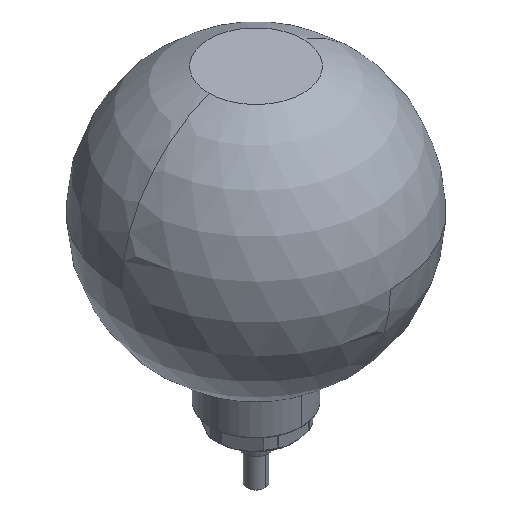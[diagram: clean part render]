
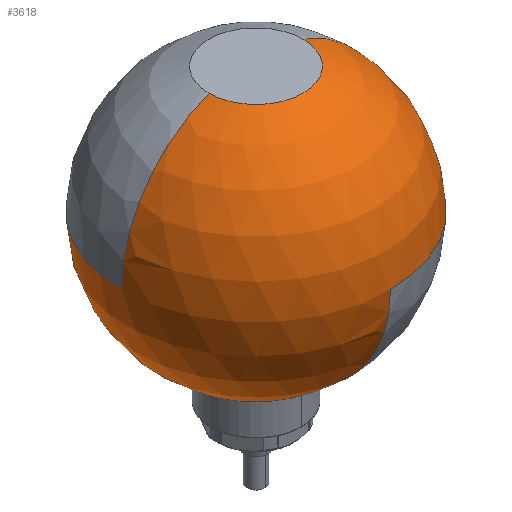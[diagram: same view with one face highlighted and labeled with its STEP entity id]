
A CAD part, isometric view. The second image highlights one B-rep face of the part: STEP entity #3618.
In plain terms, the highlighted spherical face has radius 43 mm.
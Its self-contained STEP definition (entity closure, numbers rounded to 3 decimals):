
#199=CARTESIAN_POINT('',(0.,0.,17.519));
#200=DIRECTION('',(0.,0.,-1.));
#201=DIRECTION('',(0.,-1.,0.));
#202=AXIS2_PLACEMENT_3D('',#199,#200,#201);
#223=CARTESIAN_POINT('',(0.,0.,58.));
#224=DIRECTION('',(0.,0.,1.));
#225=DIRECTION('',(0.,-1.,0.));
#226=AXIS2_PLACEMENT_3D('',#223,#224,#225);
#233=CARTESIAN_POINT('',(0.,0.,58.));
#234=DIRECTION('',(0.,0.,1.));
#235=DIRECTION('',(0.,1.,0.));
#236=AXIS2_PLACEMENT_3D('',#233,#234,#235);
#238=CARTESIAN_POINT('',(0.,0.,58.));
#239=DIRECTION('',(0.,-1.,0.));
#240=DIRECTION('',(-0.349,0.,0.937));
#241=AXIS2_PLACEMENT_3D('',#238,#239,#240);
#243=CARTESIAN_POINT('',(0.,0.,98.299));
#244=DIRECTION('',(0.,0.,-1.));
#245=DIRECTION('',(1.,0.,0.));
#246=AXIS2_PLACEMENT_3D('',#243,#244,#245);
#248=CARTESIAN_POINT('',(0.,0.,58.));
#249=DIRECTION('',(0.,1.,0.));
#250=DIRECTION('',(0.349,0.,0.937));
#251=AXIS2_PLACEMENT_3D('',#248,#249,#250);
#253=CARTESIAN_POINT('',(0.,0.,58.));
#254=DIRECTION('',(1.,0.,0.));
#255=DIRECTION('',(0.,-1.,0.));
#256=AXIS2_PLACEMENT_3D('',#253,#254,#255);
#258=CARTESIAN_POINT('',(0.,0.,58.));
#259=DIRECTION('',(-1.,0.,0.));
#260=DIRECTION('',(0.,1.,0.));
#261=AXIS2_PLACEMENT_3D('',#258,#259,#260);
#2666=CARTESIAN_POINT('',(0.,-14.5,17.519));
#2667=CARTESIAN_POINT('',(0.,14.5,17.519));
#2668=VERTEX_POINT('',#2666);
#2669=VERTEX_POINT('',#2667);
#3322=CARTESIAN_POINT('',(15.,0.,98.299));
#3323=CARTESIAN_POINT('',(-15.,0.,98.299));
#3324=VERTEX_POINT('',#3322);
#3325=VERTEX_POINT('',#3323);
#3326=CARTESIAN_POINT('',(0.,43.,58.));
#3327=CARTESIAN_POINT('',(-43.,0.,58.));
#3328=VERTEX_POINT('',#3326);
#3329=VERTEX_POINT('',#3327);
#3330=CARTESIAN_POINT('',(0.,-43.,58.));
#3331=CARTESIAN_POINT('',(43.,0.,58.));
#3332=VERTEX_POINT('',#3330);
#3333=VERTEX_POINT('',#3331);
#3602=CARTESIAN_POINT('',(0.,0.,58.));
#3603=DIRECTION('',(0.,0.,1.));
#3604=DIRECTION('',(0.,1.,0.));
#3605=AXIS2_PLACEMENT_3D('',#3602,#3603,#3604);
#3606=SPHERICAL_SURFACE('',#3605,43.);
#3607=ORIENTED_EDGE('',*,*,#3585,.T.);
#3608=ORIENTED_EDGE('',*,*,#3583,.F.);
#3610=ORIENTED_EDGE('',*,*,#3609,.F.);
#3611=ORIENTED_EDGE('',*,*,#3579,.T.);
#3612=ORIENTED_EDGE('',*,*,#3577,.F.);
#3613=ORIENTED_EDGE('',*,*,#3590,.T.);
#3614=ORIENTED_EDGE('',*,*,#3518,.T.);
#3615=ORIENTED_EDGE('',*,*,#3587,.F.);
#3616=EDGE_LOOP('',(#3607,#3608,#3610,#3611,#3612,#3613,#3614,#3615));
#3617=FACE_OUTER_BOUND('',#3616,.F.);
#3618=ADVANCED_FACE('',(#3617),#3606,.T.);
#203=CIRCLE('',#202,14.5);
#227=CIRCLE('',#226,43.);
#237=CIRCLE('',#236,43.);
#242=CIRCLE('',#241,43.);
#247=CIRCLE('',#246,15.);
#252=CIRCLE('',#251,43.);
#257=CIRCLE('',#256,43.);
#262=CIRCLE('',#261,43.);
#3518=EDGE_CURVE('',#2668,#2669,#203,.T.);
#3577=EDGE_CURVE('',#3332,#3333,#227,.T.);
#3579=EDGE_CURVE('',#3324,#3333,#252,.T.);
#3583=EDGE_CURVE('',#3325,#3329,#242,.T.);
#3585=EDGE_CURVE('',#3328,#3329,#237,.T.);
#3587=EDGE_CURVE('',#3328,#2669,#262,.T.);
#3590=EDGE_CURVE('',#3332,#2668,#257,.T.);
#3609=EDGE_CURVE('',#3324,#3325,#247,.T.);
